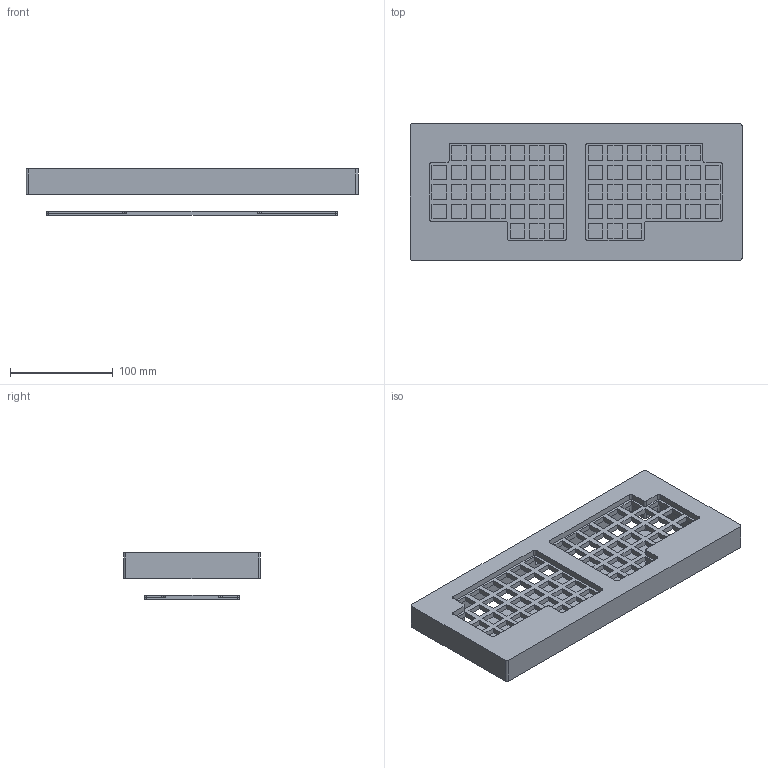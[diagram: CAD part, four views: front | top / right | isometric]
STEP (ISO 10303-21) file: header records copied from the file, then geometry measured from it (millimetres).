
FILE_DESCRIPTION(/* description */ (''),/* implementation_level */ '2;1');
FILE_NAME(/* name */ 'SpaceCadet2024 v13.step',/* time_stamp */ '2024-01-02T18:57:07+09:00',/* author */ (''),/* organization */ (''),/* preprocessor_version */ 'ST-DEVELOPER v20',/* originating_system */ 'Autodesk Translation Framework v12.14.0.127',/* authorisation */ '');
FILE_SCHEMA (('AUTOMOTIVE_DESIGN { 1 0 10303 214 3 1 1 }'));
Length unit declared in the file: millimetre
Products named in the file (1): SpaceCadet2024
Bounding box: 323 x 133 x 45 mm (x, y, z)
Volume: 632126.5 mm3; surface area: 173851.3 mm2
Topology: 2 solids, 2 shells, 372 faces, 1094 edges, 728 vertices
Faces by surface type: plane 304, cylinder 64, cone 4
Full cylindrical faces by diameter (mm): 3.332 x8
Entity records: 12497 total; most frequent: CARTESIAN_POINT 2191, ORIENTED_EDGE 2180, DIRECTION 1966, EDGE_CURVE 1090, LINE 960, VECTOR 960, VERTEX_POINT 728, EDGE_LOOP 508
